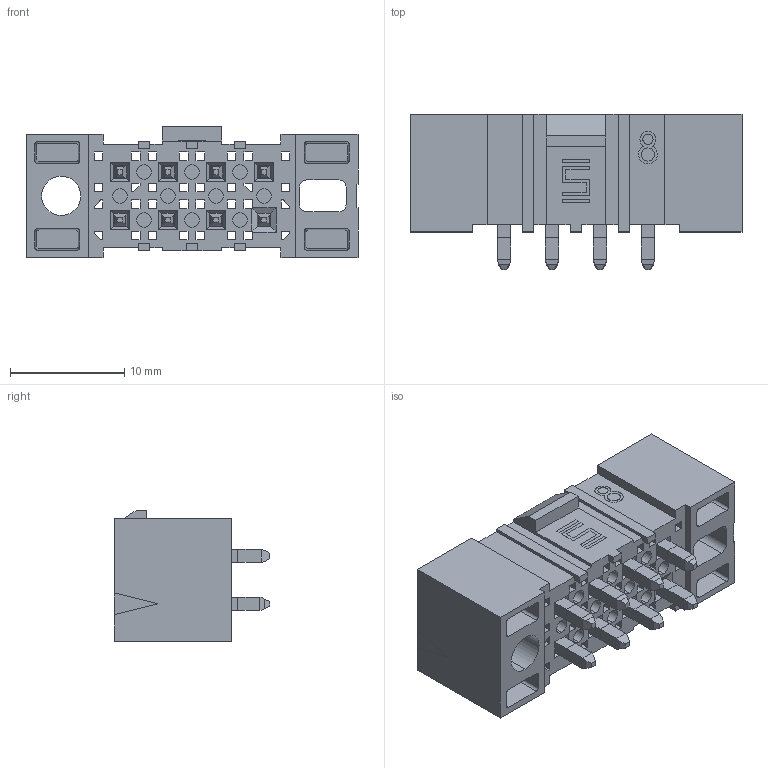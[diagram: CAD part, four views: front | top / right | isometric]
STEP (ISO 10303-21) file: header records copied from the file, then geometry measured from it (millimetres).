
FILE_DESCRIPTION (( 'STEP AP203' ), '1' );
FILE_NAME ('IPBT-104-H1-X-D-GP.step', '2004-11-09T17:04:18', ( 'Dean Purvis' ), ( ' ' ), 'SwSTEP 2.0', 'SolidWorks 2004286', '' );
FILE_SCHEMA (( 'CONFIG_CONTROL_DESIGN' ));
Length unit declared in the file: inch
Products named in the file (3): IPBT-104-H1-X-D-GP; IPBT-XX-D-XX_Customer Model: -GP; T-1S55-X_-01 straight
Assembly tree (9 placements, depth 2):
  IPBT-104-H1-X-D-GP
    IPBT-XX-D-XX_Customer Model: -GP
    T-1S55-X_-01 straight  x8
Bounding box: 29.02 x 13.59 x 11.46 mm (x, y, z)
Volume: 1678.3 mm3; surface area: 3652.8 mm2
Topology: 9 solids, 9 shells, 732 faces, 1878 edges, 1158 vertices
Faces by surface type: plane 674, cylinder 52, cone 6
Entity records: 16947 total; most frequent: CARTESIAN_POINT 2966, ORIENTED_EDGE 2860, DIRECTION 2600, EDGE_CURVE 1430, VECTOR 1320, LINE 1320, VERTEX_POINT 878, AXIS2_PLACEMENT_3D 640
